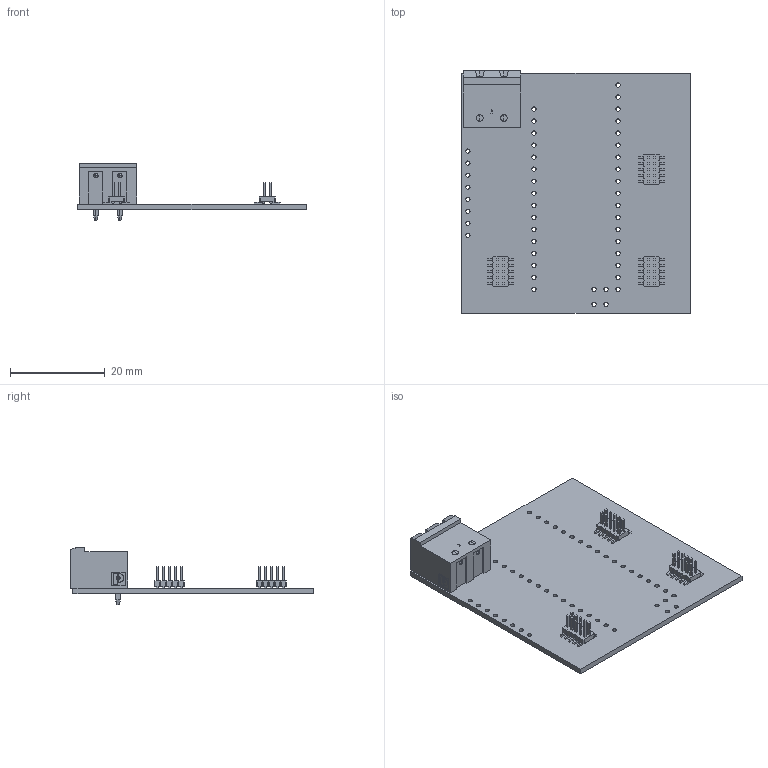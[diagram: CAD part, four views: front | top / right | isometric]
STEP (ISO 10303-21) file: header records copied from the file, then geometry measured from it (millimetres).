
FILE_DESCRIPTION(('Open CASCADE Model'),'2;1');
FILE_NAME('Open CASCADE Shape Model','2020-06-25T16:38:27',('Author'),( 'Open CASCADE'),'Open CASCADE STEP processor 6.8','Open CASCADE 6.8' ,'Unknown');
FILE_SCHEMA(('AUTOMOTIVE_DESIGN { 1 0 10303 214 1 1 1 1 }'));
Length unit declared in the file: millimetre
Products named in the file (10): PCB; Board; Open CASCADE STEP translator 6.8 1.1.1; J1; 1757242_06; mstba_2.5-2-g-5.08; OUT3; 20021121-00010XXLFc; OUT2; OUT1
Assembly tree (11 placements, depth 4):
  PCB
    Board
      Open CASCADE STEP translator 6.8 1.1.1
    J1
      1757242_06
        mstba_2.5-2-g-5.08
    OUT3
      20021121-00010XXLFc
    OUT2
      20021121-00010XXLFc
    OUT1
      20021121-00010XXLFc
Bounding box: 48.26 x 51.28 x 12.1 mm (x, y, z)
Volume: 3666.7 mm3; surface area: 6717.6 mm2
Topology: 5 solids, 5 shells, 804 faces, 2119 edges, 1342 vertices
Faces by surface type: plane 649, cylinder 143, sphere 8, cone 4
Full cylindrical faces by diameter (mm): 0.9 x46, 1.4 x2
Entity records: 15323 total; most frequent: CARTESIAN_POINT 2369, DIRECTION 2321, ORIENTED_EDGE 2286, EDGE_CURVE 1143, LINE 877, VECTOR 877, AXIS2_PLACEMENT_3D 722, VERTEX_POINT 718
